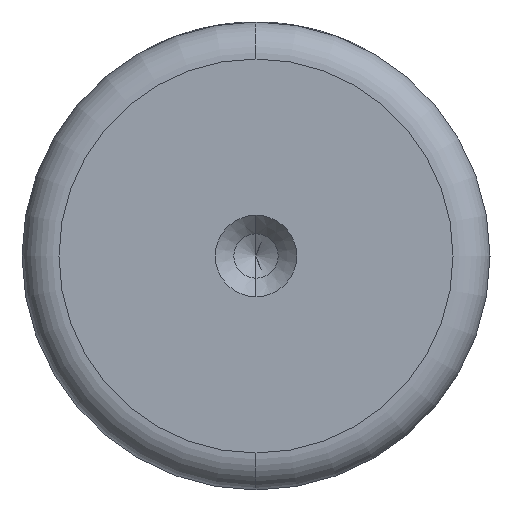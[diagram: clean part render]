
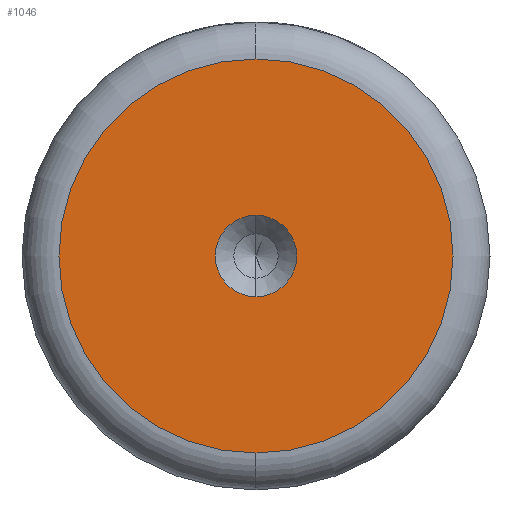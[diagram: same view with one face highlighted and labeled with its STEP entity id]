
A CAD part, left-side view. The second image highlights one B-rep face of the part: STEP entity #1046.
In plain terms, the highlighted planar face has unit normal (-1, 0, 0).
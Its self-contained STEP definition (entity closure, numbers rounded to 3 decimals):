
#77 = DIRECTION ( 'NONE',  ( 0., 0., 1. ) ) ;
#109 = CIRCLE ( 'NONE', #158, 16. ) ;
#120 = EDGE_CURVE ( 'NONE', #184, #148, #109, .T. ) ;
#148 = VERTEX_POINT ( 'NONE', #647 ) ;
#158 = AXIS2_PLACEMENT_3D ( 'NONE', #1400, #760, #77 ) ;
#184 = VERTEX_POINT ( 'NONE', #1403 ) ;
#205 = DIRECTION ( 'NONE',  ( -1., 0., 0. ) ) ;
#295 = CARTESIAN_POINT ( 'NONE',  ( 0., 0., -3.3 ) ) ;
#313 = EDGE_LOOP ( 'NONE', ( #406, #1279 ) ) ;
#406 = ORIENTED_EDGE ( 'NONE', *, *, #1328, .F. ) ;
#451 = DIRECTION ( 'NONE',  ( -1., 0., 0. ) ) ;
#493 = FACE_OUTER_BOUND ( 'NONE', #505, .T. ) ;
#505 = EDGE_LOOP ( 'NONE', ( #1217, #538 ) ) ;
#538 = ORIENTED_EDGE ( 'NONE', *, *, #120, .T. ) ;
#568 = DIRECTION ( 'NONE',  ( -1., 0., 0. ) ) ;
#590 = CARTESIAN_POINT ( 'NONE',  ( 0., 0., 0. ) ) ;
#647 = CARTESIAN_POINT ( 'NONE',  ( 0., 0., 16. ) ) ;
#656 = VERTEX_POINT ( 'NONE', #1305 ) ;
#701 = DIRECTION ( 'NONE',  ( 0., 0., 1. ) ) ;
#760 = DIRECTION ( 'NONE',  ( -1., 0., 0. ) ) ;
#867 = CARTESIAN_POINT ( 'NONE',  ( 0., 0., 0. ) ) ;
#951 = VERTEX_POINT ( 'NONE', #295 ) ;
#968 = CIRCLE ( 'NONE', #1356, 3.3 ) ;
#975 = AXIS2_PLACEMENT_3D ( 'NONE', #1215, #568, #1322 ) ;
#978 = DIRECTION ( 'NONE',  ( 0., 0., 1. ) ) ;
#995 = EDGE_CURVE ( 'NONE', #148, #184, #1073, .T. ) ;
#1006 = FACE_BOUND ( 'NONE', #313, .T. ) ;
#1046 = ADVANCED_FACE ( 'NONE', ( #1006, #493 ), #1100, .T. ) ;
#1073 = CIRCLE ( 'NONE', #1083, 16. ) ;
#1083 = AXIS2_PLACEMENT_3D ( 'NONE', #867, #205, #978 ) ;
#1100 = PLANE ( 'NONE',  #1421 ) ;
#1136 = EDGE_CURVE ( 'NONE', #951, #656, #968, .T. ) ;
#1202 = CIRCLE ( 'NONE', #975, 3.3 ) ;
#1208 = DIRECTION ( 'NONE',  ( 0., 0., 1. ) ) ;
#1215 = CARTESIAN_POINT ( 'NONE',  ( 0., 0., 0. ) ) ;
#1217 = ORIENTED_EDGE ( 'NONE', *, *, #995, .T. ) ;
#1279 = ORIENTED_EDGE ( 'NONE', *, *, #1136, .F. ) ;
#1305 = CARTESIAN_POINT ( 'NONE',  ( 0., 0., 3.3 ) ) ;
#1322 = DIRECTION ( 'NONE',  ( 0., 0., 1. ) ) ;
#1328 = EDGE_CURVE ( 'NONE', #656, #951, #1202, .T. ) ;
#1345 = DIRECTION ( 'NONE',  ( -1., 0., 0. ) ) ;
#1356 = AXIS2_PLACEMENT_3D ( 'NONE', #590, #1345, #701 ) ;
#1400 = CARTESIAN_POINT ( 'NONE',  ( 0., 0., 0. ) ) ;
#1403 = CARTESIAN_POINT ( 'NONE',  ( 0., 0., -16. ) ) ;
#1408 = CARTESIAN_POINT ( 'NONE',  ( 0., 0., 0. ) ) ;
#1421 = AXIS2_PLACEMENT_3D ( 'NONE', #1408, #451, #1208 ) ;
